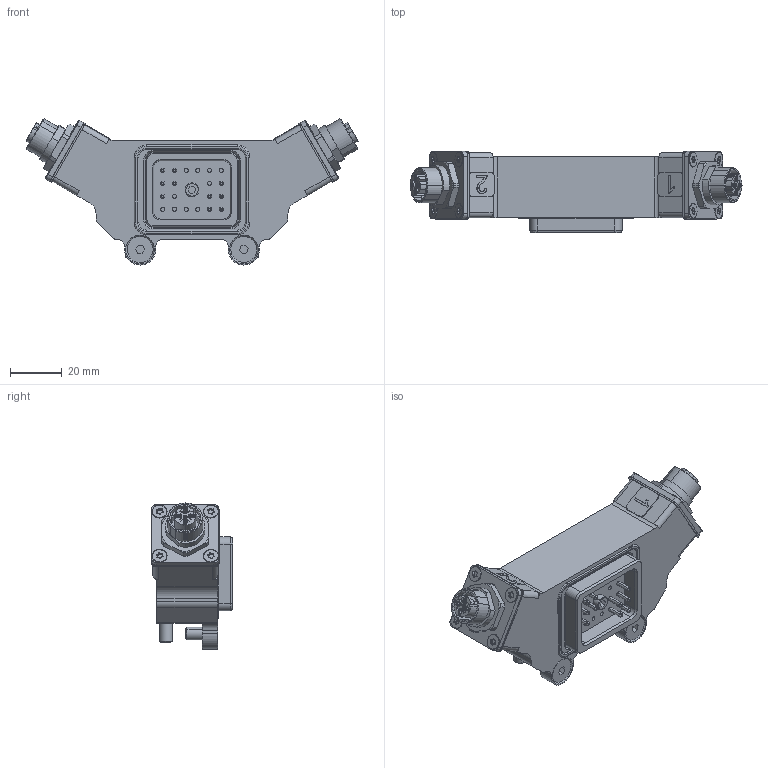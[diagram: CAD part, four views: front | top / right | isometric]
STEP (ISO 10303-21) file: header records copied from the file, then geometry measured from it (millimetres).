
FILE_DESCRIPTION (( 'STEP AP203' ), '1' );
FILE_NAME ('P1369.STEP', '2020-08-11T13:51:31', ( '' ), ( '' ), 'SwSTEP 2.0', 'SolidWorks 2019', '' );
FILE_SCHEMA (( 'CONFIG_CONTROL_DESIGN' ));
Products named in the file (1): P1369
Bounding box: 128.03 x 31.4 x 56.35 mm (x, y, z)
Volume: 70314.1 mm3; surface area: 42995.3 mm2
Topology: 35 solids, 35 shells, 1898 faces, 4716 edges, 2945 vertices
Faces by surface type: cylinder 764, plane 705, cone 306, torus 112, bspline 11
Entity records: 59487 total; most frequent: CARTESIAN_POINT 14089, DIRECTION 9638, ORIENTED_EDGE 9332, EDGE_CURVE 4666, AXIS2_PLACEMENT_3D 3662, VERTEX_POINT 2945, VECTOR 2314, LINE 2314
